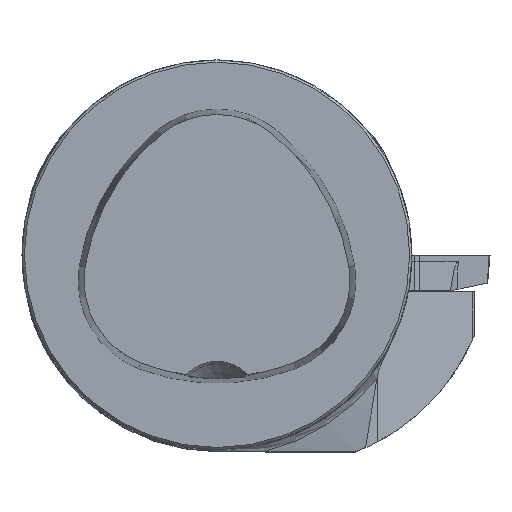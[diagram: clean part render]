
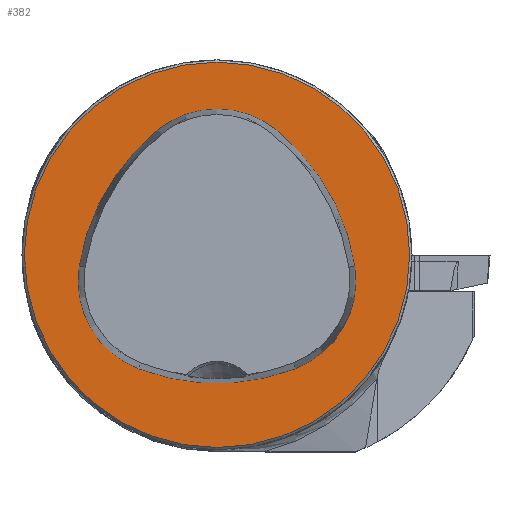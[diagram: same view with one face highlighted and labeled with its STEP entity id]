
A CAD part, top view. The second image highlights one B-rep face of the part: STEP entity #382.
In plain terms, the highlighted planar face has unit normal (0, 0, 1).
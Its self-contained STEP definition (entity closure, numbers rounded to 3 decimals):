
#122=FACE_BOUND('',#725,.T.);
#123=FACE_BOUND('',#726,.T.);
#319=CIRCLE('',#2682,28.075);
#321=CIRCLE('',#2685,28.075);
#322=CIRCLE('',#2686,12.075);
#323=CIRCLE('',#2687,12.075);
#324=CIRCLE('',#2688,28.075);
#325=CIRCLE('',#2689,12.075);
#326=CIRCLE('',#2690,24.7);
#382=ADVANCED_FACE('CU_FL_N1_SU_1',(#122,#123),#514,.T.);
#514=PLANE('',#2691);
#725=EDGE_LOOP('',(#1335,#1336,#1337,#1338,#1339,#1340));
#726=EDGE_LOOP('',(#1341));
#1335=ORIENTED_EDGE('',*,*,#2270,.F.);
#1336=ORIENTED_EDGE('',*,*,#2271,.F.);
#1337=ORIENTED_EDGE('',*,*,#2263,.F.);
#1338=ORIENTED_EDGE('',*,*,#2272,.F.);
#1339=ORIENTED_EDGE('',*,*,#2273,.F.);
#1340=ORIENTED_EDGE('',*,*,#2274,.F.);
#1341=ORIENTED_EDGE('',*,*,#2275,.T.);
#2006=VERTEX_POINT('',#4182);
#2007=VERTEX_POINT('',#4184);
#2013=VERTEX_POINT('',#4216);
#2014=VERTEX_POINT('',#4217);
#2015=VERTEX_POINT('',#4220);
#2016=VERTEX_POINT('',#4222);
#2017=VERTEX_POINT('',#4225);
#2263=EDGE_CURVE('',#2006,#2007,#319,.T.);
#2270=EDGE_CURVE('',#2013,#2014,#321,.T.);
#2271=EDGE_CURVE('',#2007,#2013,#322,.T.);
#2272=EDGE_CURVE('',#2015,#2006,#323,.T.);
#2273=EDGE_CURVE('',#2016,#2015,#324,.T.);
#2274=EDGE_CURVE('',#2014,#2016,#325,.T.);
#2275=EDGE_CURVE('',#2017,#2017,#326,.T.);
#2682=AXIS2_PLACEMENT_3D('',#4183,#3046,#3047);
#2685=AXIS2_PLACEMENT_3D('',#4215,#3053,#3054);
#2686=AXIS2_PLACEMENT_3D('',#4218,#3055,#3056);
#2687=AXIS2_PLACEMENT_3D('',#4219,#3057,#3058);
#2688=AXIS2_PLACEMENT_3D('',#4221,#3059,#3060);
#2689=AXIS2_PLACEMENT_3D('',#4223,#3061,#3062);
#2690=AXIS2_PLACEMENT_3D('',#4224,#3063,#3064);
#2691=AXIS2_PLACEMENT_3D('',#4226,#3065,#3066);
#3046=DIRECTION('',(0.,0.,1.));
#3047=DIRECTION('',(-1.,0.,0.));
#3053=DIRECTION('',(0.,0.,1.));
#3054=DIRECTION('',(-1.,0.,0.));
#3055=DIRECTION('',(0.,0.,1.));
#3056=DIRECTION('',(-1.,0.,0.));
#3057=DIRECTION('',(0.,0.,1.));
#3058=DIRECTION('',(-1.,0.,0.));
#3059=DIRECTION('',(0.,0.,1.));
#3060=DIRECTION('',(-1.,0.,0.));
#3061=DIRECTION('',(0.,0.,1.));
#3062=DIRECTION('',(-1.,0.,0.));
#3063=DIRECTION('',(0.,0.,1.));
#3064=DIRECTION('',(-1.,0.,0.));
#3065=DIRECTION('',(0.,0.,1.));
#3066=DIRECTION('',(-1.,0.,0.));
#4182=CARTESIAN_POINT('',(-10.05,-14.595,0.));
#4183=CARTESIAN_POINT('',(0.,11.62,0.));
#4184=CARTESIAN_POINT('',(10.05,-14.595,0.));
#4215=CARTESIAN_POINT('',(-10.078,-5.807,0.));
#4216=CARTESIAN_POINT('',(17.656,-1.443,0.));
#4217=CARTESIAN_POINT('',(7.606,15.999,0.));
#4218=CARTESIAN_POINT('',(5.727,-3.32,0.));
#4219=CARTESIAN_POINT('',(-5.727,-3.32,0.));
#4220=CARTESIAN_POINT('',(-17.656,-1.443,0.));
#4221=CARTESIAN_POINT('',(10.078,-5.807,0.));
#4222=CARTESIAN_POINT('',(-7.606,15.999,0.));
#4223=CARTESIAN_POINT('',(0.,6.62,0.));
#4224=CARTESIAN_POINT('',(0.,0.,0.));
#4225=CARTESIAN_POINT('',(-24.7,0.,0.));
#4226=CARTESIAN_POINT('',(0.,0.,0.));
